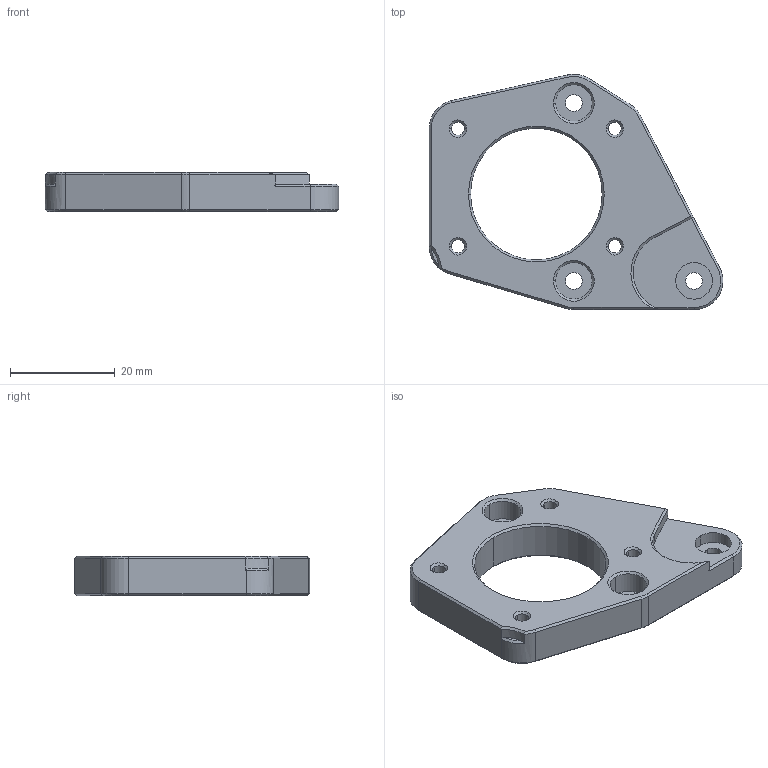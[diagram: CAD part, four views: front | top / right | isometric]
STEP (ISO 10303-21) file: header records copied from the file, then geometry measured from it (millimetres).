
FILE_DESCRIPTION (( 'STEP AP214' ), '1' );
FILE_NAME ('Toolplate to RHXS (M).STEP', '2023-02-13T13:50:48', ( '' ), ( '' ), 'SwSTEP 2.0', 'SolidWorks 2021', '' );
FILE_SCHEMA (( 'AUTOMOTIVE_DESIGN' ));
Length unit declared in the file: millimetre
Products named in the file (1): Toolplate to RHXS (M)
Bounding box: 56.17 x 44.99 x 7.5 mm (x, y, z)
Volume: 9481.8 mm3; surface area: 5032.4 mm2
Topology: 1 solids, 1 shells, 106 faces, 274 edges, 173 vertices
Faces by surface type: cone 46, cylinder 30, plane 30
Entity records: 3335 total; most frequent: DIRECTION 619, CARTESIAN_POINT 575, ORIENTED_EDGE 548, EDGE_CURVE 274, AXIS2_PLACEMENT_3D 245, VERTEX_POINT 173, CIRCLE 138, VECTOR 129
